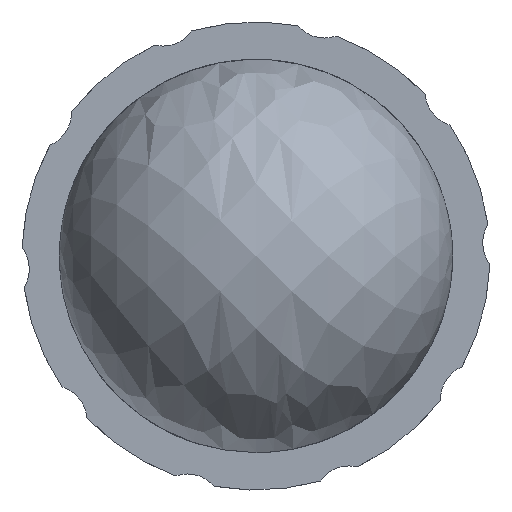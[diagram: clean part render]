
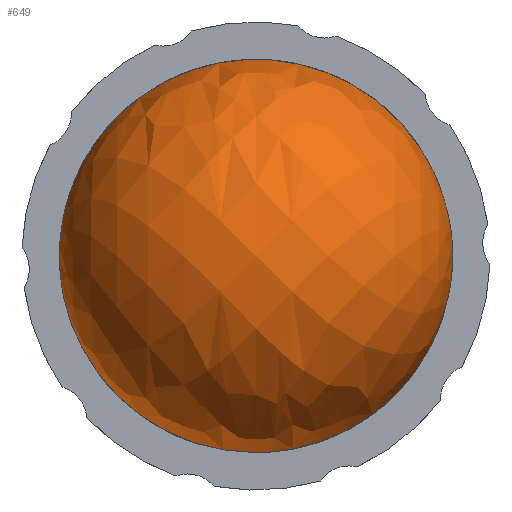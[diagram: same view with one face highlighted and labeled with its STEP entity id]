
A CAD part, front view. The second image highlights one B-rep face of the part: STEP entity #649.
In plain terms, the highlighted free-form (B-spline) face has degree [2, 2] with [5, 5] control points.
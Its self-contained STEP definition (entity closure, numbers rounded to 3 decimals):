
#649 = ADVANCED_FACE('',(#650),#678,.T.);
#650 = FACE_BOUND('',#651,.T.);
#651 = EDGE_LOOP('',(#652,#662,#672));
#652 = ORIENTED_EDGE('',*,*,#653,.F.);
#653 = EDGE_CURVE('',#654,#656,#658,.T.);
#654 = VERTEX_POINT('',#655);
#655 = CARTESIAN_POINT('',(27.334,-44.255,
    0.));
#656 = VERTEX_POINT('',#657);
#657 = CARTESIAN_POINT('',(0.,-44.255,-27.334));
#658 = ( BOUNDED_CURVE() B_SPLINE_CURVE(2,(#659,#660,#661),
.UNSPECIFIED.,.F.,.F.) B_SPLINE_CURVE_WITH_KNOTS((3,3),(4.712,
6.283),.PIECEWISE_BEZIER_KNOTS.) CURVE() 
GEOMETRIC_REPRESENTATION_ITEM() RATIONAL_B_SPLINE_CURVE((1.,
0.707,1.)) REPRESENTATION_ITEM('') );
#659 = CARTESIAN_POINT('',(27.334,-44.255,
    0.));
#660 = CARTESIAN_POINT('',(27.334,-44.255,-27.334)
  );
#661 = CARTESIAN_POINT('',(0.,-44.255,
    -27.334));
#662 = ORIENTED_EDGE('',*,*,#663,.F.);
#663 = EDGE_CURVE('',#664,#654,#666,.T.);
#664 = VERTEX_POINT('',#665);
#665 = CARTESIAN_POINT('',(-27.334,-44.255,
    0.));
#666 = ( BOUNDED_CURVE() B_SPLINE_CURVE(2,(#667,#668,#669,#670,#671),
.UNSPECIFIED.,.F.,.F.) B_SPLINE_CURVE_WITH_KNOTS((3,2,3),(1.571
,3.142,4.712),.PIECEWISE_BEZIER_KNOTS.) CURVE() 
GEOMETRIC_REPRESENTATION_ITEM() RATIONAL_B_SPLINE_CURVE((1.,
0.707,1.,0.707,1.)) REPRESENTATION_ITEM('') );
#667 = CARTESIAN_POINT('',(-27.334,-44.255,
    0.));
#668 = CARTESIAN_POINT('',(-27.334,-44.255,27.334)
  );
#669 = CARTESIAN_POINT('',(0.,-44.255,
    27.334));
#670 = CARTESIAN_POINT('',(27.334,-44.255,27.334)
  );
#671 = CARTESIAN_POINT('',(27.334,-44.255,
    0.));
#672 = ORIENTED_EDGE('',*,*,#673,.F.);
#673 = EDGE_CURVE('',#656,#664,#674,.T.);
#674 = ( BOUNDED_CURVE() B_SPLINE_CURVE(2,(#675,#676,#677),
.UNSPECIFIED.,.F.,.F.) B_SPLINE_CURVE_WITH_KNOTS((3,3),(0.,
1.571),.PIECEWISE_BEZIER_KNOTS.) CURVE() 
GEOMETRIC_REPRESENTATION_ITEM() RATIONAL_B_SPLINE_CURVE((1.,
0.707,1.)) REPRESENTATION_ITEM('') );
#675 = CARTESIAN_POINT('',(0.,-44.255,-27.334));
#676 = CARTESIAN_POINT('',(-27.334,-44.255,-27.334
    ));
#677 = CARTESIAN_POINT('',(-27.334,-44.255,
    0.));
#678 = ( BOUNDED_SURFACE() B_SPLINE_SURFACE(2,2,(
    (#679,#680,#681,#682,#683)
    ,(#684,#685,#686,#687,#688)
    ,(#689,#690,#691,#692,#693)
    ,(#694,#695,#696,#697,#698)
    ,(#699,#700,#701,#702,#703
)),.UNSPECIFIED.,.F.,.F.,.F.) B_SPLINE_SURFACE_WITH_KNOTS((3,2,3),(3,2,3
    ),(0.,1.571,3.142),(-1.571,0.,
    1.571),.PIECEWISE_BEZIER_KNOTS.) 
GEOMETRIC_REPRESENTATION_ITEM() RATIONAL_B_SPLINE_SURFACE((
    (1.,0.707,1.,0.707,1.)
    ,(0.707,0.5,0.707,0.5,0.707)
    ,(1.,0.707,1.,0.707,1.)
    ,(0.707,0.5,0.707,0.5,0.707)
,(1.,0.707,1.,0.707,1.
))) REPRESENTATION_ITEM('') SURFACE() );
#679 = CARTESIAN_POINT('',(-27.334,-44.255,
    0.));
#680 = CARTESIAN_POINT('',(-27.334,-44.255,27.334)
  );
#681 = CARTESIAN_POINT('',(0.,-44.255,27.334));
#682 = CARTESIAN_POINT('',(27.334,-44.255,27.334)
  );
#683 = CARTESIAN_POINT('',(27.334,-44.255,
    0.));
#684 = CARTESIAN_POINT('',(-27.334,-44.255,
    0.));
#685 = CARTESIAN_POINT('',(-27.334,-71.589,27.334)
  );
#686 = CARTESIAN_POINT('',(0.,-71.589,27.334));
#687 = CARTESIAN_POINT('',(27.334,-71.589,27.334)
  );
#688 = CARTESIAN_POINT('',(27.334,-44.255,
    0.));
#689 = CARTESIAN_POINT('',(-27.334,-44.255,
    0.));
#690 = CARTESIAN_POINT('',(-27.334,-71.589,
    0.));
#691 = CARTESIAN_POINT('',(0.,-71.589,0.));
#692 = CARTESIAN_POINT('',(27.334,-71.589,
    0.));
#693 = CARTESIAN_POINT('',(27.334,-44.255,
    0.));
#694 = CARTESIAN_POINT('',(-27.334,-44.255,
    0.));
#695 = CARTESIAN_POINT('',(-27.334,-71.589,-27.334
    ));
#696 = CARTESIAN_POINT('',(0.,-71.589,-27.334));
#697 = CARTESIAN_POINT('',(27.334,-71.589,-27.334)
  );
#698 = CARTESIAN_POINT('',(27.334,-44.255,
    0.));
#699 = CARTESIAN_POINT('',(-27.334,-44.255,
    0.));
#700 = CARTESIAN_POINT('',(-27.334,-44.255,-27.334
    ));
#701 = CARTESIAN_POINT('',(0.,-44.255,-27.334));
#702 = CARTESIAN_POINT('',(27.334,-44.255,-27.334)
  );
#703 = CARTESIAN_POINT('',(27.334,-44.255,
    0.));
